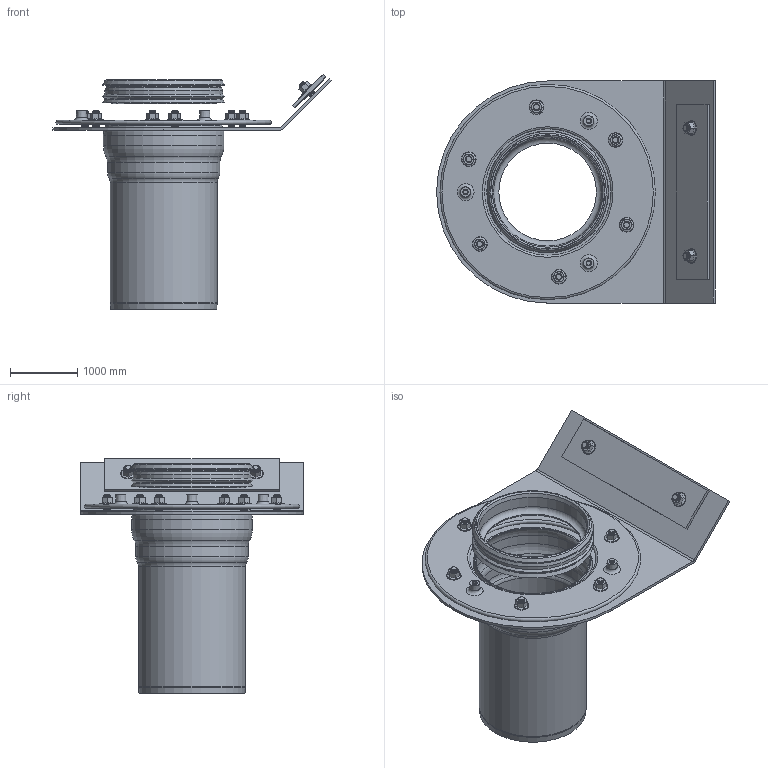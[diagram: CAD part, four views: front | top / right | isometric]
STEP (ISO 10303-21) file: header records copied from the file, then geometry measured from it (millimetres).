
FILE_DESCRIPTION(/* description */ (''),/* implementation_level */ '2;1');
FILE_NAME(/* name */ '21822.150X_3D.stp',/* time_stamp */ '2024-12-12T08:45:55+01:00',/* author */ ('CAD'),/* organization */ (''),/* preprocessor_version */ 'ST-DEVELOPER v20',/* originating_system */ 'AutoCAD Mechanical',/* authorisation */ '');
FILE_SCHEMA (('AUTOMOTIVE_DESIGN { 1 0 10303 214 3 1 1 }'));
Length unit declared in the file: centimetre
Products named in the file (2): Product; *S0
Assembly tree (1 placements, depth 2):
  Product
    *S0
Bounding box: 4142.46 x 3300 x 3490.85 mm (x, y, z)
Volume: 1222329946.6 mm3; surface area: 74022213.4 mm2
Topology: 24 solids, 24 shells, 573 faces, 1169 edges, 673 vertices
Faces by surface type: cone 332, plane 138, cylinder 71, torus 32
Full cylindrical faces by diameter (mm): 70 x12, 80 x18, 83.76 x8, 100 x8, 140 x6, 160 x2, 1450 x1, 1560 x1, 1590 x1, 1610 x1, 1640 x1, 1670 x1, 1690 x1, 1750 x2, 1760 x1, 1780 x1, 1790 x1, 1810 x2
Entity records: 15440 total; most frequent: CARTESIAN_POINT 3162, DIRECTION 2748, ORIENTED_EDGE 2338, EDGE_CURVE 1169, AXIS2_PLACEMENT_3D 1155, VERTEX_POINT 673, EDGE_LOOP 654, CIRCLE 579
